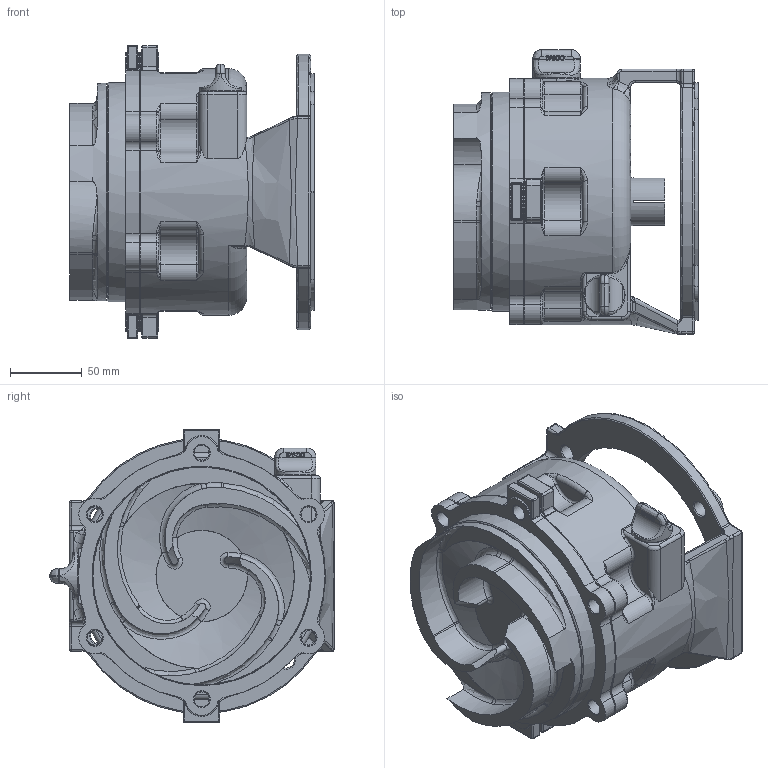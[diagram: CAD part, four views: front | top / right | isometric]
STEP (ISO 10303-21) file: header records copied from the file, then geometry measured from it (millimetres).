
FILE_DESCRIPTION((''),'2;1');
FILE_NAME('18200ASS.stp','2013-08-08T11:32:33',('mclevenger'),(''),'Autodesk Inventor 2013','Autodesk Inventor 2013','');
FILE_SCHEMA(('AUTOMOTIVE_DESIGN { 1 0 10303 214 1 1 1 1 }'));
Length unit declared in the file: inch
Products named in the file (10): 18200ASS; 18203A; 18202ASS; 18206; 15035; 18021; 12777; 13777; 13778; UV15163
Assembly tree (9 placements, depth 2):
  18200ASS
    18203A
    18202ASS
    18206
    15035
    18021
    12777
    13777
    13778
    UV15163
Bounding box: 169.98 x 197.61 x 203.2 mm (x, y, z)
Volume: 1508357.6 mm3; surface area: 383126.6 mm2
Topology: 11 solids, 11 shells, 1460 faces, 3704 edges, 2231 vertices
Faces by surface type: bspline 420, plane 412, cylinder 331, torus 201, cone 82, sphere 14
Full cylindrical faces by diameter (mm): 10.319 x6, 11.113 x16, 12.7 x1, 13.386 x1, 17.475 x1, 17.78 x1, 18.542 x6, 25.425 x1, 25.527 x1, 28.702 x1, 29.718 x1, 33.274 x1, 33.338 x1, 34.925 x3, 35.814 x5, 37.401 x2, 37.973 x2, 41.275 x3, 43.294 x2, 43.752 x2, 44.45 x2, 50.8 x1, 51.232 x2, 52.324 x2, 52.819 x2, 63.5 x1, 66.802 x1, 69.85 x1, 128.778 x1, 139.446 x1
Entity records: 60252 total; most frequent: CARTESIAN_POINT 28655, ORIENTED_EDGE 6820, DIRECTION 5701, EDGE_CURVE 3410, AXIS2_PLACEMENT_3D 2263, VERTEX_POINT 2177, EDGE_LOOP 1727, FACE_OUTER_BOUND 1449
